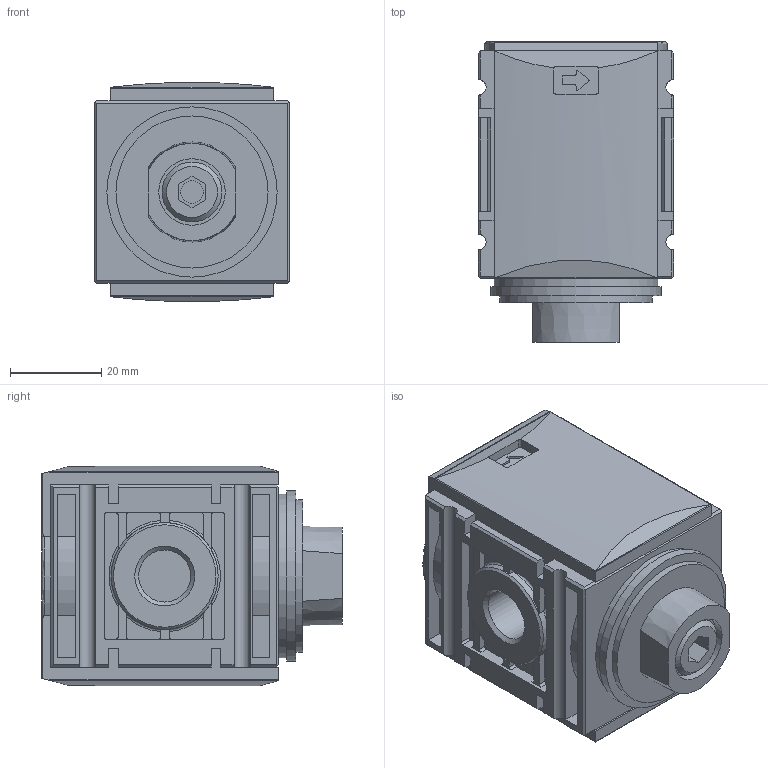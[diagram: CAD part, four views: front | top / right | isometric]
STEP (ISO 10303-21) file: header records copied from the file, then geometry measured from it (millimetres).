
FILE_DESCRIPTION(/* description */ ('STEP AP214'),/* implementation_level */ '2;1');
FILE_NAME(/* name */ '035344',/* time_stamp */ '2024-11-20T10:22:14+01:00',/* author */ ('License CC BY-ND 4.0'),/* organization */ ('CADENAS'),/* preprocessor_version */ 'ST-DEVELOPER v19.3',/* originating_system */ 'PARTsolutions',/* authorisation */ ' ');
FILE_SCHEMA (('AUTOMOTIVE_DESIGN {1 0 10303 214 3 1 1}'));
Length unit declared in the file: millimetre
Products named in the file (1): 035344
Bounding box: 43 x 66 x 48.15 mm (x, y, z)
Volume: 103776.8 mm3; surface area: 18770.5 mm2
Topology: 1 solids, 1 shells, 354 faces, 975 edges, 645 vertices
Faces by surface type: plane 222, cylinder 102, torus 19, cone 11
Full cylindrical faces by diameter (mm): 3.2 x2, 5 x1, 11.445 x2, 13.16 x1, 14.6 x1, 23.5 x2, 33.4 x1, 36 x1, 37.4 x1
Entity records: 13662 total; most frequent: CARTESIAN_POINT 2127, ORIENTED_EDGE 1884, DIRECTION 1870, EDGE_CURVE 942, VERTEX_POINT 638, AXIS2_PLACEMENT_3D 629, LINE 612, VECTOR 612
